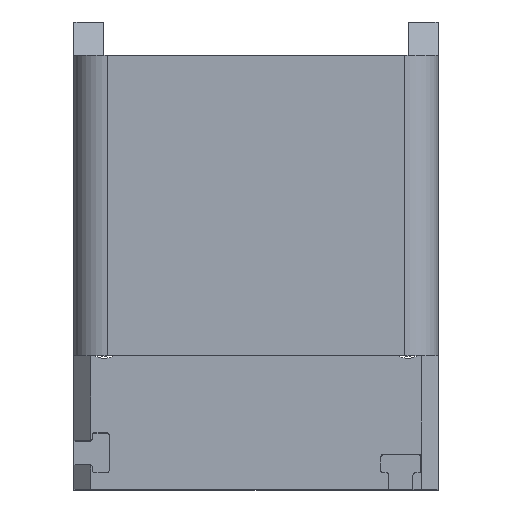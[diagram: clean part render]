
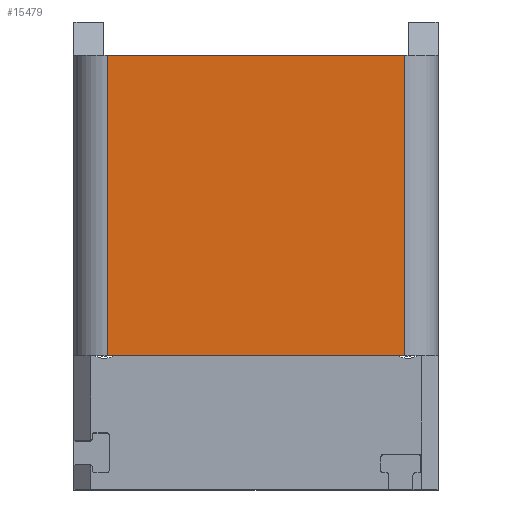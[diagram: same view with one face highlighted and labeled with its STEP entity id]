
A CAD part, top view. The second image highlights one B-rep face of the part: STEP entity #15479.
In plain terms, the highlighted planar face has unit normal (0, 0, 1).
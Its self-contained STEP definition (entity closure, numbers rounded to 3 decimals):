
#3423=DIRECTION('',(1.,0.,0.));
#3424=VECTOR('',#3423,17.8);
#3425=CARTESIAN_POINT('',(-8.9,1.65,15.85));
#3426=LINE('',#3425,#3424);
#3440=DIRECTION('',(0.,-1.,0.));
#3441=VECTOR('',#3440,18.);
#3442=CARTESIAN_POINT('',(8.9,19.65,15.85));
#3443=LINE('',#3442,#3441);
#3457=DIRECTION('',(1.,0.,0.));
#3458=VECTOR('',#3457,17.8);
#3459=CARTESIAN_POINT('',(-8.9,19.65,15.85));
#3460=LINE('',#3459,#3458);
#3461=DIRECTION('',(0.,1.,0.));
#3462=VECTOR('',#3461,18.);
#3463=CARTESIAN_POINT('',(-8.9,1.65,15.85));
#3464=LINE('',#3463,#3462);
#5810=CARTESIAN_POINT('',(-8.9,1.65,15.85));
#5811=CARTESIAN_POINT('',(8.9,1.65,15.85));
#5812=VERTEX_POINT('',#5810);
#5813=VERTEX_POINT('',#5811);
#5998=CARTESIAN_POINT('',(-8.9,19.65,15.85));
#5999=VERTEX_POINT('',#5998);
#6000=CARTESIAN_POINT('',(8.9,19.65,15.85));
#6001=VERTEX_POINT('',#6000);
#15466=CARTESIAN_POINT('',(-10.9,21.65,15.85));
#15467=DIRECTION('',(0.,0.,1.));
#15468=DIRECTION('',(0.,-1.,0.));
#15469=AXIS2_PLACEMENT_3D('',#15466,#15467,#15468);
#15470=PLANE('',#15469);
#15472=ORIENTED_EDGE('',*,*,#15471,.T.);
#15474=ORIENTED_EDGE('',*,*,#15473,.T.);
#15475=ORIENTED_EDGE('',*,*,#15455,.T.);
#15476=ORIENTED_EDGE('',*,*,#15427,.F.);
#15477=EDGE_LOOP('',(#15472,#15474,#15475,#15476));
#15478=FACE_OUTER_BOUND('',#15477,.F.);
#15479=ADVANCED_FACE('',(#15478),#15470,.T.);
#15427=EDGE_CURVE('',#5812,#5813,#3426,.T.);
#15455=EDGE_CURVE('',#6001,#5813,#3443,.T.);
#15471=EDGE_CURVE('',#5812,#5999,#3464,.T.);
#15473=EDGE_CURVE('',#5999,#6001,#3460,.T.);
